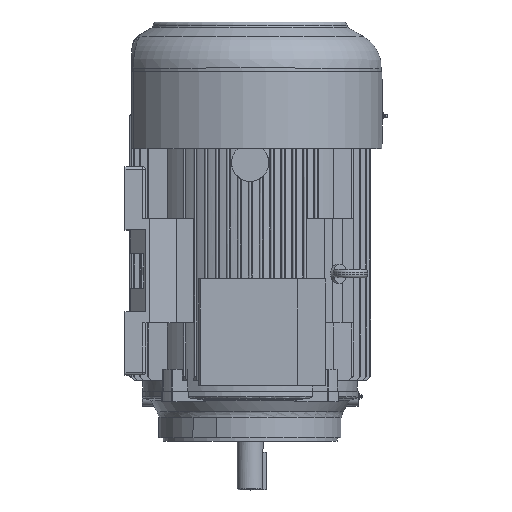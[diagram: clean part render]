
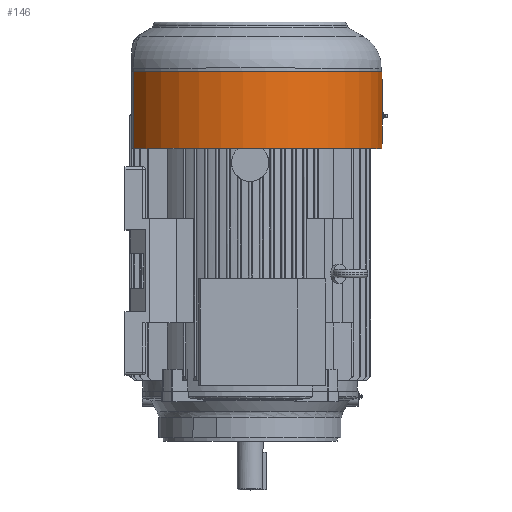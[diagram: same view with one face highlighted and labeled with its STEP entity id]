
A CAD part, top view. The second image highlights one B-rep face of the part: STEP entity #146.
In plain terms, the highlighted cylindrical face has radius 241.5 mm (diameter 483 mm), a partial arc.
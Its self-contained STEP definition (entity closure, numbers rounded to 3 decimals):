
#146 = ADVANCED_FACE( '', ( #1111, #1112 ), #1113, .T. );
#1111 = FACE_OUTER_BOUND( '', #3736, .T. );
#1112 = FACE_BOUND( '', #3737, .T. );
#1113 = CYLINDRICAL_SURFACE( '', #3738, 241.5 );
#3736 = EDGE_LOOP( '', ( #6537, #6538, #6539, #6540 ) );
#3737 = EDGE_LOOP( '', ( #6541, #6542, #6543, #6544, #6545, #6546 ) );
#3738 = AXIS2_PLACEMENT_3D( '', #6547, #6548, #6549 );
#6537 = ORIENTED_EDGE( '', *, *, #13637, .F. );
#6538 = ORIENTED_EDGE( '', *, *, #13622, .F. );
#6539 = ORIENTED_EDGE( '', *, *, #13636, .F. );
#6540 = ORIENTED_EDGE( '', *, *, #13618, .T. );
#6541 = ORIENTED_EDGE( '', *, *, #13271, .F. );
#6542 = ORIENTED_EDGE( '', *, *, #13275, .F. );
#6543 = ORIENTED_EDGE( '', *, *, #13283, .F. );
#6544 = ORIENTED_EDGE( '', *, *, #13638, .F. );
#6545 = ORIENTED_EDGE( '', *, *, #13292, .F. );
#6546 = ORIENTED_EDGE( '', *, *, #13288, .F. );
#6547 = CARTESIAN_POINT( '', ( 0., 583.5, 0. ) );
#6548 = DIRECTION( '', ( 0., 1., 0. ) );
#6549 = DIRECTION( '', ( -1., 0., 0. ) );
#13271 = EDGE_CURVE( '', #15725, #15727, #15728, .T. );
#13275 = EDGE_CURVE( '', #15733, #15725, #15735, .T. );
#13283 = EDGE_CURVE( '', #15746, #15733, #15748, .T. );
#13288 = EDGE_CURVE( '', #15727, #15757, #15758, .T. );
#13292 = EDGE_CURVE( '', #15757, #15764, #15765, .T. );
#13618 = EDGE_CURVE( '', #16378, #16376, #16379, .T. );
#13622 = EDGE_CURVE( '', #16383, #16381, #16385, .T. );
#13636 = EDGE_CURVE( '', #16378, #16383, #16405, .T. );
#13637 = EDGE_CURVE( '', #16381, #16376, #16406, .T. );
#13638 = EDGE_CURVE( '', #15764, #15746, #16407, .T. );
#15725 = VERTEX_POINT( '', #19706 );
#15727 = VERTEX_POINT( '', #19709 );
#15728 = CIRCLE( '', #19710, 241.5 );
#15733 = VERTEX_POINT( '', #19723 );
#15735 = ELLIPSE( '', #19726, 483., 241.5 );
#15746 = VERTEX_POINT( '', #19760 );
#15748 = ELLIPSE( '', #19763, 483., 241.5 );
#15757 = VERTEX_POINT( '', #19774 );
#15758 = ELLIPSE( '', #19775, 483., 241.5 );
#15764 = VERTEX_POINT( '', #19782 );
#15765 = ELLIPSE( '', #19783, 483., 241.5 );
#16376 = VERTEX_POINT( '', #21516 );
#16378 = VERTEX_POINT( '', #21518 );
#16379 = LINE( '', #21519, #21520 );
#16381 = VERTEX_POINT( '', #21522 );
#16383 = VERTEX_POINT( '', #21524 );
#16385 = LINE( '', #21526, #21527 );
#16405 = CIRCLE( '', #21728, 241.5 );
#16406 = CIRCLE( '', #21729, 241.5 );
#16407 = CIRCLE( '', #21730, 241.5 );
#19706 = CARTESIAN_POINT( '', ( 241.479, 498., 3.175 ) );
#19709 = CARTESIAN_POINT( '', ( 241.479, 498., -3.175 ) );
#19710 = AXIS2_PLACEMENT_3D( '', #28079, #28080, #28081 );
#19723 = CARTESIAN_POINT( '', ( 241.416, 503.5, 6.351 ) );
#19726 = AXIS2_PLACEMENT_3D( '', #28084, #28085, #28086 );
#19760 = CARTESIAN_POINT( '', ( 241.479, 509., 3.175 ) );
#19763 = AXIS2_PLACEMENT_3D( '', #28091, #28092, #28093 );
#19774 = CARTESIAN_POINT( '', ( 241.416, 503.5, -6.351 ) );
#19775 = AXIS2_PLACEMENT_3D( '', #28102, #28103, #28104 );
#19782 = CARTESIAN_POINT( '', ( 241.479, 509., -3.175 ) );
#19783 = AXIS2_PLACEMENT_3D( '', #28112, #28113, #28114 );
#21516 = CARTESIAN_POINT( '', ( -212.75, 443.5, 114.279 ) );
#21518 = CARTESIAN_POINT( '', ( -212.75, 583.5, 114.279 ) );
#21519 = CARTESIAN_POINT( '', ( -212.75, 1155.785, 114.279 ) );
#21520 = VECTOR( '', #28564, 1000. );
#21522 = CARTESIAN_POINT( '', ( -212.75, 443.5, -114.279 ) );
#21524 = CARTESIAN_POINT( '', ( -212.75, 583.5, -114.279 ) );
#21526 = CARTESIAN_POINT( '', ( -212.75, 1155.785, -114.279 ) );
#21527 = VECTOR( '', #28574, 1000. );
#21728 = AXIS2_PLACEMENT_3D( '', #28603, #28604, #28605 );
#21729 = AXIS2_PLACEMENT_3D( '', #28606, #28607, #28608 );
#21730 = AXIS2_PLACEMENT_3D( '', #28609, #28610, #28611 );
#28079 = CARTESIAN_POINT( '', ( 0., 498., 0. ) );
#28080 = DIRECTION( '', ( 0., 1., 0. ) );
#28081 = DIRECTION( '', ( -1., 0., 0. ) );
#28084 = CARTESIAN_POINT( '', ( 0., 492.5, 0. ) );
#28085 = DIRECTION( '', ( 0., 0.5, -0.866 ) );
#28086 = DIRECTION( '', ( 0., -0.866, -0.5 ) );
#28091 = CARTESIAN_POINT( '', ( 0., 514.5, 0. ) );
#28092 = DIRECTION( '', ( 0., -0.5, -0.866 ) );
#28093 = DIRECTION( '', ( 0., -0.866, 0.5 ) );
#28102 = CARTESIAN_POINT( '', ( 0., 492.5, 0. ) );
#28103 = DIRECTION( '', ( 0., 0.5, 0.866 ) );
#28104 = DIRECTION( '', ( 0., -0.866, 0.5 ) );
#28112 = CARTESIAN_POINT( '', ( 0., 514.5, 0. ) );
#28113 = DIRECTION( '', ( 0., -0.5, 0.866 ) );
#28114 = DIRECTION( '', ( 0., -0.866, -0.5 ) );
#28564 = DIRECTION( '', ( 0., -1., 0. ) );
#28574 = DIRECTION( '', ( 0., -1., 0. ) );
#28603 = CARTESIAN_POINT( '', ( 0., 583.5, 0. ) );
#28604 = DIRECTION( '', ( 0., 1., 0. ) );
#28605 = DIRECTION( '', ( 0., 0., -1. ) );
#28606 = CARTESIAN_POINT( '', ( 0., 443.5, 0. ) );
#28607 = DIRECTION( '', ( 0., -1., 0. ) );
#28608 = DIRECTION( '', ( 0., 0., -1. ) );
#28609 = CARTESIAN_POINT( '', ( 0., 509., 0. ) );
#28610 = DIRECTION( '', ( 0., -1., 0. ) );
#28611 = DIRECTION( '', ( 1., 0., 0. ) );
